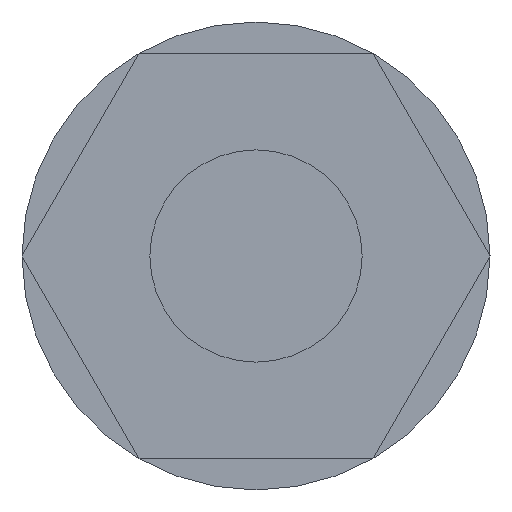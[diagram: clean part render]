
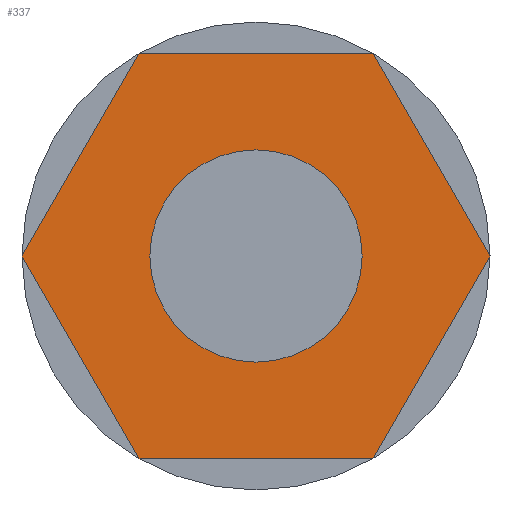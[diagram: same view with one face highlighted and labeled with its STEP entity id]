
A CAD part, front view. The second image highlights one B-rep face of the part: STEP entity #337.
In plain terms, the highlighted planar face has unit normal (0, -1, 0).
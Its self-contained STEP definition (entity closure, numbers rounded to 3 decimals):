
#21 = CARTESIAN_POINT ( 'NONE',  ( 0., -17., 3.175 ) ) ;
#35 = CIRCLE ( 'NONE', #749, 3.175 ) ;
#38 = CARTESIAN_POINT ( 'NONE',  ( -3.5, -17., 6.062 ) ) ;
#47 = VECTOR ( 'NONE', #252, 1000. ) ;
#49 = VECTOR ( 'NONE', #732, 1000. ) ;
#53 = CARTESIAN_POINT ( 'NONE',  ( 0., -17., 0. ) ) ;
#78 = DIRECTION ( 'NONE',  ( -0.5, 0., 0.866 ) ) ;
#92 = VERTEX_POINT ( 'NONE', #147 ) ;
#106 = DIRECTION ( 'NONE',  ( 0., 1., 0. ) ) ;
#125 = VECTOR ( 'NONE', #451, 1000. ) ;
#147 = CARTESIAN_POINT ( 'NONE',  ( 7., -17., 0. ) ) ;
#175 = CIRCLE ( 'NONE', #908, 3.175 ) ;
#179 = VERTEX_POINT ( 'NONE', #705 ) ;
#197 = ORIENTED_EDGE ( 'NONE', *, *, #585, .F. ) ;
#219 = CARTESIAN_POINT ( 'NONE',  ( 3.5, -17., 6.062 ) ) ;
#236 = ORIENTED_EDGE ( 'NONE', *, *, #449, .F. ) ;
#240 = CARTESIAN_POINT ( 'NONE',  ( -7., -17., 0. ) ) ;
#247 = FACE_OUTER_BOUND ( 'NONE', #348, .T. ) ;
#250 = EDGE_CURVE ( 'NONE', #179, #639, #674, .T. ) ;
#252 = DIRECTION ( 'NONE',  ( 0.5, 0., 0.866 ) ) ;
#258 = DIRECTION ( 'NONE',  ( 0., 0., 1. ) ) ;
#270 = VERTEX_POINT ( 'NONE', #303 ) ;
#277 = EDGE_CURVE ( 'NONE', #270, #906, #445, .T. ) ;
#303 = CARTESIAN_POINT ( 'NONE',  ( 3.5, -17., -6.062 ) ) ;
#317 = EDGE_CURVE ( 'NONE', #900, #179, #875, .T. ) ;
#328 = VERTEX_POINT ( 'NONE', #682 ) ;
#334 = LINE ( 'NONE', #625, #633 ) ;
#337 = ADVANCED_FACE ( 'NONE', ( #691, #247 ), #350, .T. ) ;
#339 = CARTESIAN_POINT ( 'NONE',  ( -7., -17., 0. ) ) ;
#348 = EDGE_LOOP ( 'NONE', ( #197, #831, #634, #507, #680, #236 ) ) ;
#350 = PLANE ( 'NONE',  #513 ) ;
#352 = ORIENTED_EDGE ( 'NONE', *, *, #723, .T. ) ;
#386 = DIRECTION ( 'NONE',  ( -1., 0., 0. ) ) ;
#395 = DIRECTION ( 'NONE',  ( 0., 0., 1. ) ) ;
#397 = EDGE_LOOP ( 'NONE', ( #352, #780 ) ) ;
#406 = VECTOR ( 'NONE', #386, 1000. ) ;
#423 = DIRECTION ( 'NONE',  ( -0.5, 0., -0.866 ) ) ;
#445 = LINE ( 'NONE', #804, #406 ) ;
#449 = EDGE_CURVE ( 'NONE', #92, #270, #334, .T. ) ;
#451 = DIRECTION ( 'NONE',  ( 1., 0., 0. ) ) ;
#463 = DIRECTION ( 'NONE',  ( 0., 1., 0. ) ) ;
#472 = CARTESIAN_POINT ( 'NONE',  ( 3.5, -17., 6.062 ) ) ;
#507 = ORIENTED_EDGE ( 'NONE', *, *, #557, .F. ) ;
#513 = AXIS2_PLACEMENT_3D ( 'NONE', #53, #612, #258 ) ;
#557 = EDGE_CURVE ( 'NONE', #906, #900, #578, .T. ) ;
#573 = LINE ( 'NONE', #219, #49 ) ;
#578 = LINE ( 'NONE', #717, #862 ) ;
#585 = EDGE_CURVE ( 'NONE', #639, #92, #573, .T. ) ;
#612 = DIRECTION ( 'NONE',  ( 0., -1., 0. ) ) ;
#613 = VERTEX_POINT ( 'NONE', #21 ) ;
#617 = CARTESIAN_POINT ( 'NONE',  ( 0., -17., 0. ) ) ;
#625 = CARTESIAN_POINT ( 'NONE',  ( 7., -17., 0. ) ) ;
#633 = VECTOR ( 'NONE', #423, 1000. ) ;
#634 = ORIENTED_EDGE ( 'NONE', *, *, #317, .F. ) ;
#639 = VERTEX_POINT ( 'NONE', #472 ) ;
#654 = CARTESIAN_POINT ( 'NONE',  ( -3.5, -17., -6.062 ) ) ;
#674 = LINE ( 'NONE', #38, #125 ) ;
#680 = ORIENTED_EDGE ( 'NONE', *, *, #277, .F. ) ;
#682 = CARTESIAN_POINT ( 'NONE',  ( 0., -17., -3.175 ) ) ;
#691 = FACE_BOUND ( 'NONE', #397, .T. ) ;
#695 = EDGE_CURVE ( 'NONE', #328, #613, #35, .T. ) ;
#705 = CARTESIAN_POINT ( 'NONE',  ( -3.5, -17., 6.062 ) ) ;
#717 = CARTESIAN_POINT ( 'NONE',  ( -3.5, -17., -6.062 ) ) ;
#723 = EDGE_CURVE ( 'NONE', #613, #328, #175, .T. ) ;
#732 = DIRECTION ( 'NONE',  ( 0.5, 0., -0.866 ) ) ;
#744 = CARTESIAN_POINT ( 'NONE',  ( 0., -17., 0. ) ) ;
#749 = AXIS2_PLACEMENT_3D ( 'NONE', #617, #463, #395 ) ;
#780 = ORIENTED_EDGE ( 'NONE', *, *, #695, .T. ) ;
#804 = CARTESIAN_POINT ( 'NONE',  ( 3.5, -17., -6.062 ) ) ;
#831 = ORIENTED_EDGE ( 'NONE', *, *, #250, .F. ) ;
#862 = VECTOR ( 'NONE', #78, 1000. ) ;
#875 = LINE ( 'NONE', #240, #47 ) ;
#881 = DIRECTION ( 'NONE',  ( 0., 0., 1. ) ) ;
#900 = VERTEX_POINT ( 'NONE', #339 ) ;
#906 = VERTEX_POINT ( 'NONE', #654 ) ;
#908 = AXIS2_PLACEMENT_3D ( 'NONE', #744, #106, #881 ) ;
